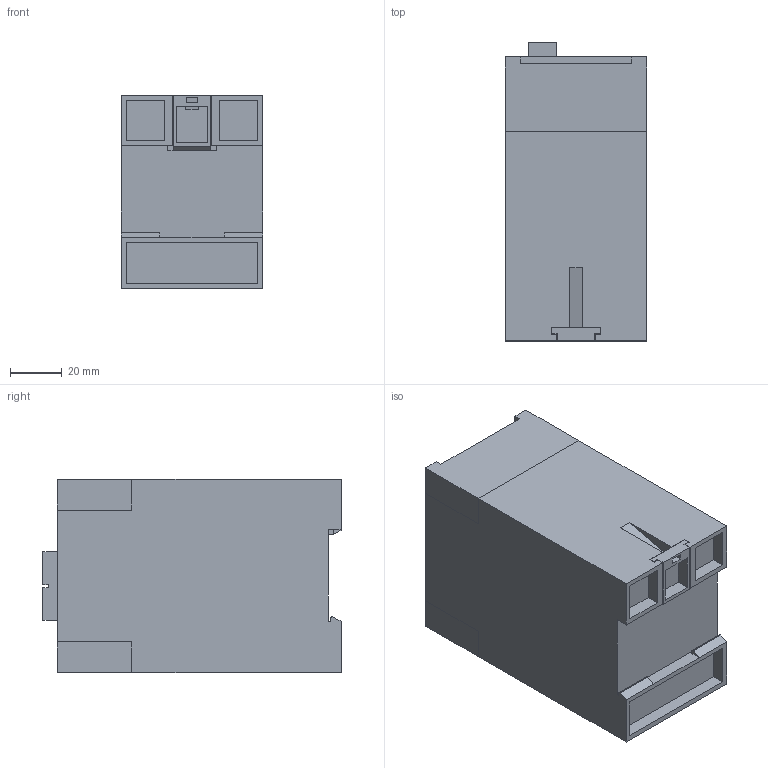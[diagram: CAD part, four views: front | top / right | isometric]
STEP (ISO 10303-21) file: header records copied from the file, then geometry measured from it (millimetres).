
FILE_DESCRIPTION (( 'STEP AP214' ), '1' );
FILE_NAME ('9465-ET Model.STEP', '2017-09-01T09:25:22', ( '' ), ( '' ), 'SwSTEP 2.0', 'SolidWorks 2016', '' );
FILE_SCHEMA (( 'AUTOMOTIVE_DESIGN' ));
Length unit declared in the file: millimetre
Products named in the file (1): 9465-ET Model
Bounding box: 55 x 115.5 x 75 mm (x, y, z)
Volume: 435169.4 mm3; surface area: 52874.2 mm2
Topology: 8 solids, 8 shells, 178 faces, 434 edges, 288 vertices
Faces by surface type: plane 148, cylinder 30
Entity records: 5469 total; most frequent: CARTESIAN_POINT 901, ORIENTED_EDGE 868, DIRECTION 852, EDGE_CURVE 434, VECTOR 374, LINE 374, VERTEX_POINT 288, AXIS2_PLACEMENT_3D 239
